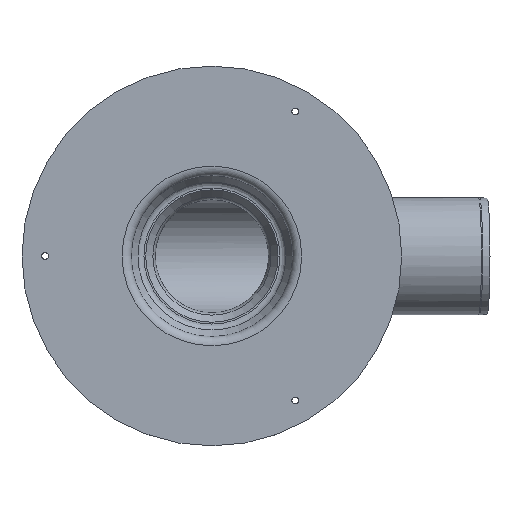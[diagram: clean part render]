
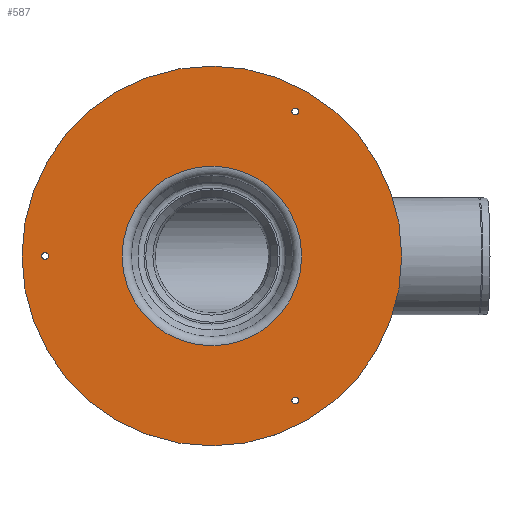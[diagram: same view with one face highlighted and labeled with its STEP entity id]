
A CAD part, top view. The second image highlights one B-rep face of the part: STEP entity #587.
In plain terms, the highlighted planar face has unit normal (0, 0, 1).
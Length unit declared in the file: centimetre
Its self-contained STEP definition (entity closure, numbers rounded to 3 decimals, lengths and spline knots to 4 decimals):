
#78=CIRCLE('',#645,3.);
#80=CIRCLE('',#648,3.);
#82=CIRCLE('',#651,3.);
#95=CIRCLE('',#672,78.0417);
#97=CIRCLE('',#675,165.);
#173=FACE_BOUND('',#248,.T.);
#174=FACE_BOUND('',#249,.T.);
#175=FACE_BOUND('',#250,.T.);
#176=FACE_BOUND('',#251,.T.);
#208=FACE_OUTER_BOUND('',#247,.T.);
#247=EDGE_LOOP('',(#516));
#248=EDGE_LOOP('',(#517));
#249=EDGE_LOOP('',(#518));
#250=EDGE_LOOP('',(#519));
#251=EDGE_LOOP('',(#520));
#291=VERTEX_POINT('',#998);
#293=VERTEX_POINT('',#1004);
#295=VERTEX_POINT('',#1010);
#307=VERTEX_POINT('',#1048);
#308=VERTEX_POINT('',#1052);
#355=EDGE_CURVE('',#291,#291,#78,.T.);
#358=EDGE_CURVE('',#293,#293,#80,.T.);
#361=EDGE_CURVE('',#295,#295,#82,.T.);
#379=EDGE_CURVE('',#307,#307,#95,.T.);
#381=EDGE_CURVE('',#308,#308,#97,.T.);
#516=ORIENTED_EDGE('',*,*,#381,.F.);
#517=ORIENTED_EDGE('',*,*,#355,.T.);
#518=ORIENTED_EDGE('',*,*,#358,.T.);
#519=ORIENTED_EDGE('',*,*,#361,.T.);
#520=ORIENTED_EDGE('',*,*,#379,.T.);
#558=PLANE('',#674);
#587=ADVANCED_FACE('',(#208,#173,#174,#175,#176),#558,.T.);
#645=AXIS2_PLACEMENT_3D('',#999,#800,#801);
#648=AXIS2_PLACEMENT_3D('',#1005,#807,#808);
#651=AXIS2_PLACEMENT_3D('',#1011,#814,#815);
#672=AXIS2_PLACEMENT_3D('',#1049,#861,#862);
#674=AXIS2_PLACEMENT_3D('',#1051,#865,#866);
#675=AXIS2_PLACEMENT_3D('',#1053,#867,#868);
#800=DIRECTION('center_axis',(0.,0.,
-1.));
#801=DIRECTION('ref_axis',(0.,-1.,0.));
#807=DIRECTION('center_axis',(0.,0.,
-1.));
#808=DIRECTION('ref_axis',(0.,-1.,0.));
#814=DIRECTION('center_axis',(0.,0.,
-1.));
#815=DIRECTION('ref_axis',(0.,-1.,0.));
#861=DIRECTION('center_axis',(0.,0.,
-1.));
#862=DIRECTION('ref_axis',(0.,-1.,0.));
#865=DIRECTION('center_axis',(0.,0.,
1.));
#866=DIRECTION('ref_axis',(-1.,0.,0.));
#867=DIRECTION('center_axis',(0.,0.,
-1.));
#868=DIRECTION('ref_axis',(0.,-1.,0.));
#998=CARTESIAN_POINT('',(72.5,128.5737,0.));
#999=CARTESIAN_POINT('Origin',(72.5,125.5737,0.));
#1004=CARTESIAN_POINT('',(72.5,-122.5737,0.));
#1005=CARTESIAN_POINT('Origin',(72.5,-125.5737,0.));
#1010=CARTESIAN_POINT('',(-145.,3.,0.));
#1011=CARTESIAN_POINT('Origin',(-145.,0.,0.));
#1048=CARTESIAN_POINT('',(-78.0417,0.,0.));
#1049=CARTESIAN_POINT('Origin',(0.,0.,
0.));
#1051=CARTESIAN_POINT('Origin',(0.,-165.,0.));
#1052=CARTESIAN_POINT('',(0.,165.,0.));
#1053=CARTESIAN_POINT('Origin',(0.,0.,0.));
